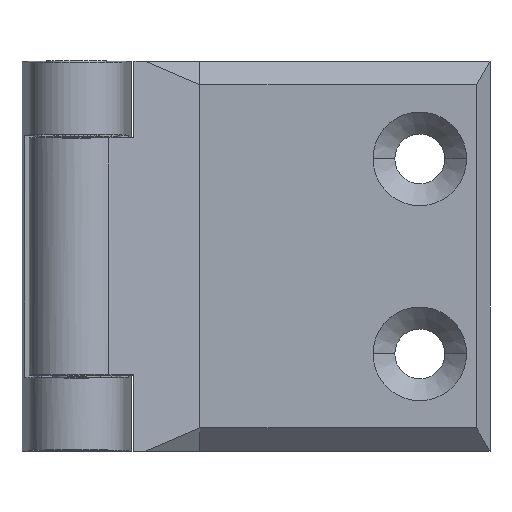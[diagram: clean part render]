
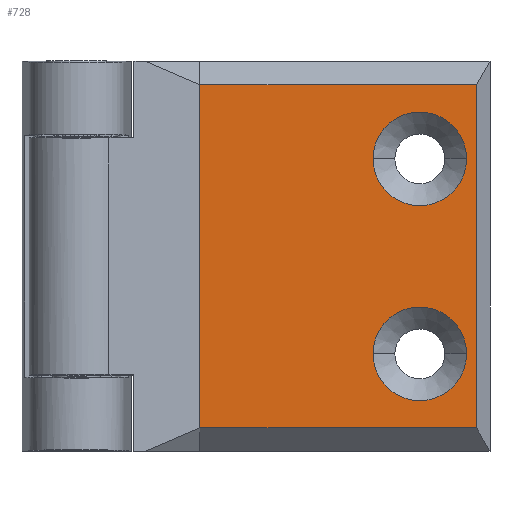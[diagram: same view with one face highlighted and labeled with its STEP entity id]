
A CAD part, top view. The second image highlights one B-rep face of the part: STEP entity #728.
In plain terms, the highlighted planar face has unit normal (0, 0, 1).
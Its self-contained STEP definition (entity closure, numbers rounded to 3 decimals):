
#146 = ORIENTED_EDGE ( 'NONE', *, *, #2226, .F. ) ;
#229 = CARTESIAN_POINT ( 'NONE',  ( 50., -12.5, 6.5 ) ) ;
#247 = LINE ( 'NONE', #3486, #2318 ) ;
#361 = DIRECTION ( 'NONE',  ( -1., 0., 0. ) ) ;
#626 = FACE_BOUND ( 'NONE', #5956, .T. ) ;
#728 = ADVANCED_FACE ( 'NONE', ( #3799, #626, #2606 ), #5306, .T. ) ;
#797 = ORIENTED_EDGE ( 'NONE', *, *, #2510, .T. ) ;
#972 = ORIENTED_EDGE ( 'NONE', *, *, #5450, .F. ) ;
#973 = CARTESIAN_POINT ( 'NONE',  ( 50., 12.5, 6.5 ) ) ;
#1061 = LINE ( 'NONE', #6329, #6751 ) ;
#1106 = VERTEX_POINT ( 'NONE', #229 ) ;
#1584 = CIRCLE ( 'NONE', #3368, 6. ) ;
#1712 = LINE ( 'NONE', #6891, #4540 ) ;
#1790 = CARTESIAN_POINT ( 'NONE',  ( 29.182, -22., 6.5 ) ) ;
#1816 = EDGE_CURVE ( 'NONE', #2939, #4816, #247, .T. ) ;
#1954 = VERTEX_POINT ( 'NONE', #973 ) ;
#2079 = VERTEX_POINT ( 'NONE', #3310 ) ;
#2084 = AXIS2_PLACEMENT_3D ( 'NONE', #2518, #6784, #6294 ) ;
#2095 = DIRECTION ( 'NONE',  ( 0., 0., 1. ) ) ;
#2226 = EDGE_CURVE ( 'NONE', #6741, #1106, #5405, .T. ) ;
#2247 = CARTESIAN_POINT ( 'NONE',  ( 38., -12.5, 6.5 ) ) ;
#2318 = VECTOR ( 'NONE', #6734, 1000. ) ;
#2510 = EDGE_CURVE ( 'NONE', #6810, #4816, #2799, .T. ) ;
#2518 = CARTESIAN_POINT ( 'NONE',  ( 44., 12.5, 6.5 ) ) ;
#2571 = CARTESIAN_POINT ( 'NONE',  ( 44., 12.5, 6.5 ) ) ;
#2596 = ORIENTED_EDGE ( 'NONE', *, *, #1816, .F. ) ;
#2597 = DIRECTION ( 'NONE',  ( 0., 0., 1. ) ) ;
#2606 = FACE_OUTER_BOUND ( 'NONE', #6576, .T. ) ;
#2642 = DIRECTION ( 'NONE',  ( 1., 0., 0. ) ) ;
#2694 = DIRECTION ( 'NONE',  ( 0., -1., 0. ) ) ;
#2799 = LINE ( 'NONE', #1790, #3775 ) ;
#2805 = EDGE_LOOP ( 'NONE', ( #146, #5937 ) ) ;
#2939 = VERTEX_POINT ( 'NONE', #3913 ) ;
#3079 = AXIS2_PLACEMENT_3D ( 'NONE', #2571, #4626, #5155 ) ;
#3117 = DIRECTION ( 'NONE',  ( 0., 0., 1. ) ) ;
#3310 = CARTESIAN_POINT ( 'NONE',  ( 15.8, 22., 6.5 ) ) ;
#3368 = AXIS2_PLACEMENT_3D ( 'NONE', #6785, #3117, #361 ) ;
#3401 = CARTESIAN_POINT ( 'NONE',  ( 44., -12.5, 6.5 ) ) ;
#3438 = DIRECTION ( 'NONE',  ( -1., 0., 0. ) ) ;
#3458 = CARTESIAN_POINT ( 'NONE',  ( 15.8, -22., 6.5 ) ) ;
#3486 = CARTESIAN_POINT ( 'NONE',  ( 51.268, 25., 6.5 ) ) ;
#3669 = EDGE_CURVE ( 'NONE', #1106, #6741, #1584, .T. ) ;
#3747 = ORIENTED_EDGE ( 'NONE', *, *, #6756, .T. ) ;
#3775 = VECTOR ( 'NONE', #6607, 1000. ) ;
#3799 = FACE_BOUND ( 'NONE', #2805, .T. ) ;
#3913 = CARTESIAN_POINT ( 'NONE',  ( 51.268, 22., 6.5 ) ) ;
#4303 = ORIENTED_EDGE ( 'NONE', *, *, #6243, .T. ) ;
#4436 = DIRECTION ( 'NONE',  ( 1., 0., 0. ) ) ;
#4540 = VECTOR ( 'NONE', #2694, 1000. ) ;
#4626 = DIRECTION ( 'NONE',  ( 0., 0., -1. ) ) ;
#4746 = CARTESIAN_POINT ( 'NONE',  ( 29.182, -17.5, 6.5 ) ) ;
#4816 = VERTEX_POINT ( 'NONE', #5816 ) ;
#5089 = CIRCLE ( 'NONE', #2084, 6. ) ;
#5155 = DIRECTION ( 'NONE',  ( -1., 0., 0. ) ) ;
#5276 = VERTEX_POINT ( 'NONE', #5991 ) ;
#5306 = PLANE ( 'NONE',  #6529 ) ;
#5405 = CIRCLE ( 'NONE', #6400, 6. ) ;
#5441 = EDGE_CURVE ( 'NONE', #5276, #1954, #5089, .T. ) ;
#5450 = EDGE_CURVE ( 'NONE', #2079, #2939, #1061, .T. ) ;
#5769 = CIRCLE ( 'NONE', #3079, 6. ) ;
#5816 = CARTESIAN_POINT ( 'NONE',  ( 51.268, -22., 6.5 ) ) ;
#5937 = ORIENTED_EDGE ( 'NONE', *, *, #3669, .F. ) ;
#5956 = EDGE_LOOP ( 'NONE', ( #6310, #4303 ) ) ;
#5991 = CARTESIAN_POINT ( 'NONE',  ( 38., 12.5, 6.5 ) ) ;
#6243 = EDGE_CURVE ( 'NONE', #1954, #5276, #5769, .T. ) ;
#6294 = DIRECTION ( 'NONE',  ( -1., 0., 0. ) ) ;
#6310 = ORIENTED_EDGE ( 'NONE', *, *, #5441, .T. ) ;
#6329 = CARTESIAN_POINT ( 'NONE',  ( 53.1, 22., 6.5 ) ) ;
#6400 = AXIS2_PLACEMENT_3D ( 'NONE', #3401, #2597, #3438 ) ;
#6529 = AXIS2_PLACEMENT_3D ( 'NONE', #4746, #2095, #2642 ) ;
#6576 = EDGE_LOOP ( 'NONE', ( #2596, #972, #3747, #797 ) ) ;
#6607 = DIRECTION ( 'NONE',  ( 1., 0., 0. ) ) ;
#6734 = DIRECTION ( 'NONE',  ( 0., -1., 0. ) ) ;
#6741 = VERTEX_POINT ( 'NONE', #2247 ) ;
#6751 = VECTOR ( 'NONE', #4436, 1000. ) ;
#6756 = EDGE_CURVE ( 'NONE', #2079, #6810, #1712, .T. ) ;
#6784 = DIRECTION ( 'NONE',  ( 0., 0., -1. ) ) ;
#6785 = CARTESIAN_POINT ( 'NONE',  ( 44., -12.5, 6.5 ) ) ;
#6810 = VERTEX_POINT ( 'NONE', #3458 ) ;
#6891 = CARTESIAN_POINT ( 'NONE',  ( 15.8, -17.5, 6.5 ) ) ;
